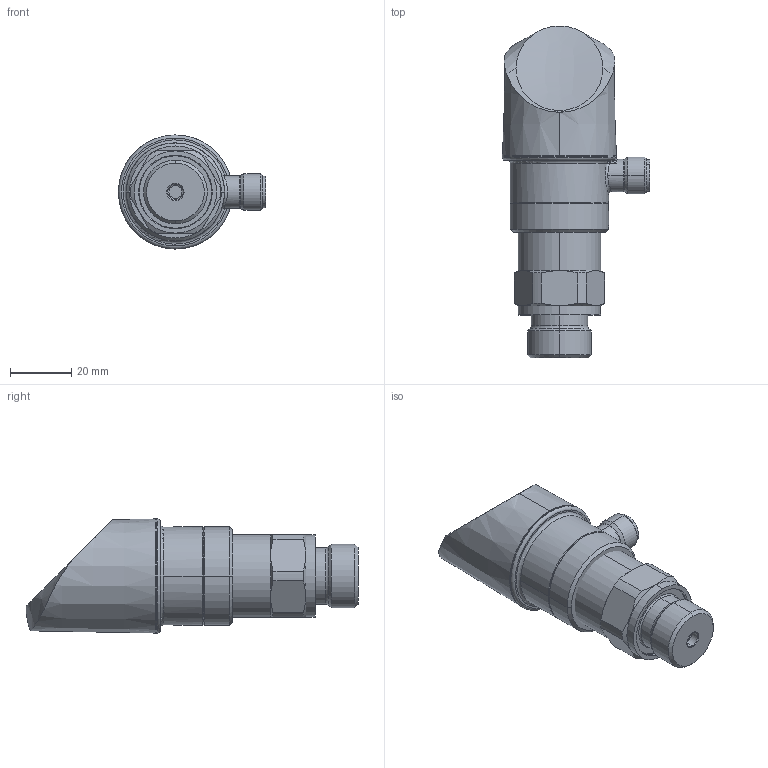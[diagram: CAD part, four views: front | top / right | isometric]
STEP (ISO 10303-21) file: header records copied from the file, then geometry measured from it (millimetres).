
FILE_DESCRIPTION (( 'STEP AP214' ), '1' );
FILE_NAME ('8380.XX.XX.41.32.STEP', '2017-06-27T06:36:13', ( 'upgadmin' ), ( 'Hewlett-Packard Company' ), 'SwSTEP 2.0', 'SolidWorks 2016', '' );
FILE_SCHEMA (( 'AUTOMOTIVE_DESIGN' ));
Length unit declared in the file: millimetre
Products named in the file (5): C26002_41; 8380.XX.XX.41.32; Display-4Pol
Assembly tree (2 placements, depth 2):
  C26002_41
  8380.XX.XX.41.32
    C26002_41
    Display-4Pol
  Display-4Pol
Bounding box: 48 x 108.24 x 37.2 mm (x, y, z)
Volume: 72612.1 mm3; surface area: 15287.1 mm2
Topology: 2 solids, 2 shells, 158 faces, 360 edges, 213 vertices
Faces by surface type: cylinder 54, cone 30, plane 29, torus 26, bspline 17, sphere 2
Entity records: 7856 total; most frequent: CARTESIAN_POINT 3512, DIRECTION 759, ORIENTED_EDGE 712, EDGE_CURVE 356, AXIS2_PLACEMENT_3D 328, VERTEX_POINT 213, CIRCLE 181, EDGE_LOOP 171
